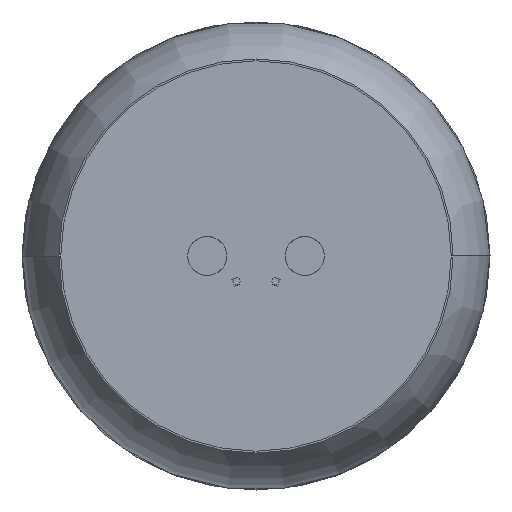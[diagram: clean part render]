
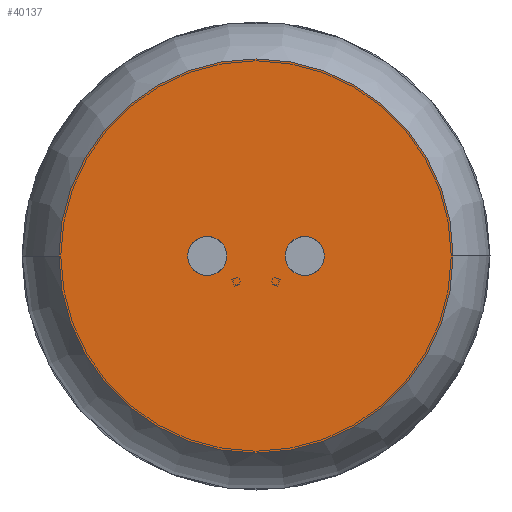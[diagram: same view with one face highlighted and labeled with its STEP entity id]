
A CAD part, front view. The second image highlights one B-rep face of the part: STEP entity #40137.
In plain terms, the highlighted planar face has unit normal (0, -1, 0).
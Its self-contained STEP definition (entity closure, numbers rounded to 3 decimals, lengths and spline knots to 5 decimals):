
#479 = DIRECTION ( 'NONE',  ( 1., 0., 0. ) ) ;
#810 = CARTESIAN_POINT ( 'NONE',  ( 0., 0., 0. ) ) ;
#1139 = CIRCLE ( 'NONE', #25799, 0.05053 ) ;
#1374 = EDGE_CURVE ( 'NONE', #30624, #38167, #29895, .T. ) ;
#2027 = CARTESIAN_POINT ( 'NONE',  ( -0.0075, 0., 0. ) ) ;
#4045 = DIRECTION ( 'NONE',  ( -1., 0., 0. ) ) ;
#4391 = ORIENTED_EDGE ( 'NONE', *, *, #25560, .F. ) ;
#7854 = AXIS2_PLACEMENT_3D ( 'NONE', #30001, #36510, #17172 ) ;
#7906 = VERTEX_POINT ( 'NONE', #34273 ) ;
#8075 = DIRECTION ( 'NONE',  ( 0., 1., 0. ) ) ;
#8345 = CARTESIAN_POINT ( 'NONE',  ( 0., 0., 0. ) ) ;
#8735 = CIRCLE ( 'NONE', #24761, 0.05053 ) ;
#10429 = EDGE_LOOP ( 'NONE', ( #16050, #25489 ) ) ;
#10967 = AXIS2_PLACEMENT_3D ( 'NONE', #26086, #26230, #26372 ) ;
#12431 = EDGE_LOOP ( 'NONE', ( #14379, #13930 ) ) ;
#13357 = EDGE_CURVE ( 'NONE', #30573, #37707, #8735, .T. ) ;
#13930 = ORIENTED_EDGE ( 'NONE', *, *, #1374, .F. ) ;
#14379 = ORIENTED_EDGE ( 'NONE', *, *, #39352, .F. ) ;
#15247 = CIRCLE ( 'NONE', #16053, 0.005 ) ;
#15520 = FACE_OUTER_BOUND ( 'NONE', #10429, .T. ) ;
#16050 = ORIENTED_EDGE ( 'NONE', *, *, #19655, .F. ) ;
#16053 = AXIS2_PLACEMENT_3D ( 'NONE', #39096, #19784, #479 ) ;
#16373 = CARTESIAN_POINT ( 'NONE',  ( 0.0125, 0., 0. ) ) ;
#16549 = CIRCLE ( 'NONE', #20826, 0.005 ) ;
#16888 = DIRECTION ( 'NONE',  ( 0., -1., 0. ) ) ;
#17172 = DIRECTION ( 'NONE',  ( 1., 0., 0. ) ) ;
#17414 = AXIS2_PLACEMENT_3D ( 'NONE', #16373, #38955, #19646 ) ;
#17539 = FACE_BOUND ( 'NONE', #34689, .T. ) ;
#18014 = FACE_BOUND ( 'NONE', #12431, .T. ) ;
#19646 = DIRECTION ( 'NONE',  ( 1., 0., 0. ) ) ;
#19655 = EDGE_CURVE ( 'NONE', #37707, #30573, #1139, .T. ) ;
#19784 = DIRECTION ( 'NONE',  ( 0., -1., 0. ) ) ;
#20011 = VERTEX_POINT ( 'NONE', #33075 ) ;
#20826 = AXIS2_PLACEMENT_3D ( 'NONE', #36230, #16888, #39470 ) ;
#23345 = DIRECTION ( 'NONE',  ( 0., 1., 0. ) ) ;
#24761 = AXIS2_PLACEMENT_3D ( 'NONE', #8345, #8075, #29616 ) ;
#25489 = ORIENTED_EDGE ( 'NONE', *, *, #13357, .F. ) ;
#25560 = EDGE_CURVE ( 'NONE', #7906, #20011, #32141, .T. ) ;
#25799 = AXIS2_PLACEMENT_3D ( 'NONE', #810, #23345, #4045 ) ;
#26086 = CARTESIAN_POINT ( 'NONE',  ( -0.0125, 0., 0. ) ) ;
#26230 = DIRECTION ( 'NONE',  ( 0., -1., 0. ) ) ;
#26372 = DIRECTION ( 'NONE',  ( 1., 0., 0. ) ) ;
#26550 = CARTESIAN_POINT ( 'NONE',  ( -0.05053, 0., 0. ) ) ;
#27519 = CARTESIAN_POINT ( 'NONE',  ( 0.05053, 0., 0. ) ) ;
#29616 = DIRECTION ( 'NONE',  ( -1., 0., 0. ) ) ;
#29895 = CIRCLE ( 'NONE', #10967, 0.005 ) ;
#30001 = CARTESIAN_POINT ( 'NONE',  ( -0.05053, 0., 0. ) ) ;
#30573 = VERTEX_POINT ( 'NONE', #27519 ) ;
#30624 = VERTEX_POINT ( 'NONE', #2027 ) ;
#32141 = CIRCLE ( 'NONE', #17414, 0.005 ) ;
#33075 = CARTESIAN_POINT ( 'NONE',  ( 0.0075, 0., 0. ) ) ;
#33512 = ORIENTED_EDGE ( 'NONE', *, *, #35029, .F. ) ;
#34273 = CARTESIAN_POINT ( 'NONE',  ( 0.0175, 0., 0. ) ) ;
#34689 = EDGE_LOOP ( 'NONE', ( #33512, #4391 ) ) ;
#35029 = EDGE_CURVE ( 'NONE', #20011, #7906, #15247, .T. ) ;
#36230 = CARTESIAN_POINT ( 'NONE',  ( -0.0125, 0., 0. ) ) ;
#36367 = PLANE ( 'NONE',  #7854 ) ;
#36510 = DIRECTION ( 'NONE',  ( 0., -1., 0. ) ) ;
#37707 = VERTEX_POINT ( 'NONE', #26550 ) ;
#38167 = VERTEX_POINT ( 'NONE', #39392 ) ;
#38955 = DIRECTION ( 'NONE',  ( 0., -1., 0. ) ) ;
#39096 = CARTESIAN_POINT ( 'NONE',  ( 0.0125, 0., 0. ) ) ;
#39352 = EDGE_CURVE ( 'NONE', #38167, #30624, #16549, .T. ) ;
#39392 = CARTESIAN_POINT ( 'NONE',  ( -0.0175, 0., 0. ) ) ;
#39470 = DIRECTION ( 'NONE',  ( 1., 0., 0. ) ) ;
#40137 = ADVANCED_FACE ( 'NONE', ( #15520, #18014, #17539 ), #36367, .T. ) ;
